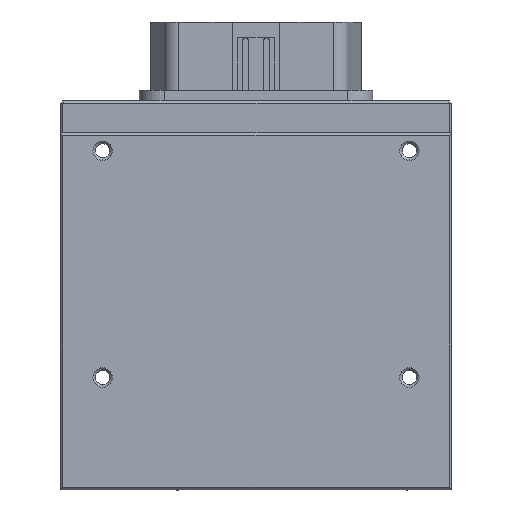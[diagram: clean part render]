
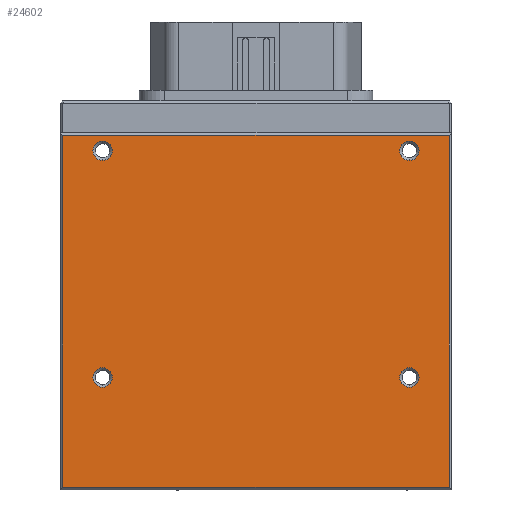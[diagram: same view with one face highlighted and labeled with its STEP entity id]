
A CAD part, front view. The second image highlights one B-rep face of the part: STEP entity #24602.
In plain terms, the highlighted planar face has unit normal (0, -1, 0).
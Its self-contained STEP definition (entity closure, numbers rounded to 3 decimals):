
#335 = ORIENTED_EDGE ( 'NONE', *, *, #6588, .T. ) ;
#361 = PLANE ( 'NONE',  #22560 ) ;
#884 = CARTESIAN_POINT ( 'NONE',  ( -31.206, -11.06, -55.626 ) ) ;
#1025 = CIRCLE ( 'NONE', #40825, 1.85 ) ;
#1127 = CARTESIAN_POINT ( 'NONE',  ( -31.206, -11.06, -12.446 ) ) ;
#1279 = AXIS2_PLACEMENT_3D ( 'NONE', #40081, #15578, #36327 ) ;
#2422 = VERTEX_POINT ( 'NONE', #23063 ) ;
#2536 = EDGE_CURVE ( 'NONE', #21753, #51317, #46310, .T. ) ;
#2992 = DIRECTION ( 'NONE',  ( 0., 1., 0. ) ) ;
#3359 = DIRECTION ( 'NONE',  ( 0., 1., 0. ) ) ;
#3381 = EDGE_CURVE ( 'NONE', #4521, #35920, #21897, .T. ) ;
#4521 = VERTEX_POINT ( 'NONE', #17575 ) ;
#4918 = DIRECTION ( 'NONE',  ( 0., 1., 0. ) ) ;
#5838 = CARTESIAN_POINT ( 'NONE',  ( -31.206, -11.06, -12.446 ) ) ;
#6303 = VERTEX_POINT ( 'NONE', #34329 ) ;
#6588 = EDGE_CURVE ( 'NONE', #31534, #7420, #49327, .T. ) ;
#7033 = FACE_BOUND ( 'NONE', #22831, .T. ) ;
#7420 = VERTEX_POINT ( 'NONE', #11630 ) ;
#7460 = ORIENTED_EDGE ( 'NONE', *, *, #10282, .T. ) ;
#8072 = CIRCLE ( 'NONE', #1279, 1.85 ) ;
#8413 = ORIENTED_EDGE ( 'NONE', *, *, #13531, .T. ) ;
#8493 = VERTEX_POINT ( 'NONE', #20404 ) ;
#8751 = CARTESIAN_POINT ( 'NONE',  ( 34.804, -11.06, 0. ) ) ;
#9112 = DIRECTION ( 'NONE',  ( 0., 0., -1. ) ) ;
#9270 = CARTESIAN_POINT ( 'NONE',  ( 27.214, -11.06, -55.626 ) ) ;
#9559 = EDGE_CURVE ( 'NONE', #6303, #43118, #40685, .T. ) ;
#9908 = CIRCLE ( 'NONE', #19983, 1.85 ) ;
#10282 = EDGE_CURVE ( 'NONE', #43118, #2422, #18181, .T. ) ;
#10568 = EDGE_CURVE ( 'NONE', #7420, #31534, #9908, .T. ) ;
#10876 = EDGE_CURVE ( 'NONE', #2422, #29015, #50248, .T. ) ;
#11630 = CARTESIAN_POINT ( 'NONE',  ( 27.214, -11.06, -53.776 ) ) ;
#11891 = AXIS2_PLACEMENT_3D ( 'NONE', #51632, #2992, #39100 ) ;
#11940 = VERTEX_POINT ( 'NONE', #20265 ) ;
#13531 = EDGE_CURVE ( 'NONE', #35920, #4521, #22363, .T. ) ;
#13930 = DIRECTION ( 'NONE',  ( 0., 0., -1. ) ) ;
#14451 = ORIENTED_EDGE ( 'NONE', *, *, #10568, .T. ) ;
#15242 = FACE_BOUND ( 'NONE', #30535, .T. ) ;
#15578 = DIRECTION ( 'NONE',  ( 0., 1., 0. ) ) ;
#15699 = DIRECTION ( 'NONE',  ( 0., 0., -1. ) ) ;
#16131 = CARTESIAN_POINT ( 'NONE',  ( 0., -11.06, -9.536 ) ) ;
#16912 = AXIS2_PLACEMENT_3D ( 'NONE', #1127, #4918, #46019 ) ;
#17575 = CARTESIAN_POINT ( 'NONE',  ( -31.206, -11.06, -14.296 ) ) ;
#17658 = EDGE_LOOP ( 'NONE', ( #7460, #49166, #24630, #50583 ) ) ;
#18181 = LINE ( 'NONE', #28398, #47077 ) ;
#19983 = AXIS2_PLACEMENT_3D ( 'NONE', #48088, #23098, #27385 ) ;
#20265 = CARTESIAN_POINT ( 'NONE',  ( -31.206, -11.06, -53.776 ) ) ;
#20404 = CARTESIAN_POINT ( 'NONE',  ( -31.206, -11.06, -57.476 ) ) ;
#21072 = FACE_OUTER_BOUND ( 'NONE', #17658, .T. ) ;
#21753 = VERTEX_POINT ( 'NONE', #52203 ) ;
#21822 = DIRECTION ( 'NONE',  ( 0., 1., 0. ) ) ;
#21897 = CIRCLE ( 'NONE', #16912, 1.85 ) ;
#22363 = CIRCLE ( 'NONE', #40543, 1.85 ) ;
#22560 = AXIS2_PLACEMENT_3D ( 'NONE', #28995, #37537, #9112 ) ;
#22831 = EDGE_LOOP ( 'NONE', ( #335, #14451 ) ) ;
#23063 = CARTESIAN_POINT ( 'NONE',  ( 34.804, -11.06, -76.536 ) ) ;
#23098 = DIRECTION ( 'NONE',  ( 0., 1., 0. ) ) ;
#23282 = EDGE_CURVE ( 'NONE', #51317, #21753, #47644, .T. ) ;
#23574 = CARTESIAN_POINT ( 'NONE',  ( 34.804, -11.06, -9.536 ) ) ;
#24060 = CARTESIAN_POINT ( 'NONE',  ( -31.206, -11.06, -10.596 ) ) ;
#24602 = ADVANCED_FACE ( 'NONE', ( #21072, #33248, #35144, #15242, #7033 ), #361, .T. ) ;
#24630 = ORIENTED_EDGE ( 'NONE', *, *, #32295, .T. ) ;
#25540 = DIRECTION ( 'NONE',  ( 0., 0., -1. ) ) ;
#27385 = DIRECTION ( 'NONE',  ( 0., 0., -1. ) ) ;
#28094 = AXIS2_PLACEMENT_3D ( 'NONE', #9270, #29674, #25540 ) ;
#28398 = CARTESIAN_POINT ( 'NONE',  ( 0., -11.06, -76.536 ) ) ;
#28696 = EDGE_LOOP ( 'NONE', ( #45323, #45873 ) ) ;
#28995 = CARTESIAN_POINT ( 'NONE',  ( 0., -11.06, 0. ) ) ;
#29015 = VERTEX_POINT ( 'NONE', #23574 ) ;
#29674 = DIRECTION ( 'NONE',  ( 0., 1., 0. ) ) ;
#30367 = CARTESIAN_POINT ( 'NONE',  ( 27.214, -11.06, -57.476 ) ) ;
#30535 = EDGE_LOOP ( 'NONE', ( #38627, #37427 ) ) ;
#30868 = DIRECTION ( 'NONE',  ( 0., 1., 0. ) ) ;
#31229 = DIRECTION ( 'NONE',  ( 0., 0., -1. ) ) ;
#31534 = VERTEX_POINT ( 'NONE', #30367 ) ;
#32295 = EDGE_CURVE ( 'NONE', #29015, #6303, #48866, .T. ) ;
#32302 = VECTOR ( 'NONE', #37327, 1000. ) ;
#33248 = FACE_BOUND ( 'NONE', #28696, .T. ) ;
#34329 = CARTESIAN_POINT ( 'NONE',  ( -38.796, -11.06, -9.536 ) ) ;
#35144 = FACE_BOUND ( 'NONE', #50531, .T. ) ;
#35920 = VERTEX_POINT ( 'NONE', #24060 ) ;
#36327 = DIRECTION ( 'NONE',  ( 0., 0., -1. ) ) ;
#37327 = DIRECTION ( 'NONE',  ( 0., 0., 1. ) ) ;
#37427 = ORIENTED_EDGE ( 'NONE', *, *, #2536, .T. ) ;
#37537 = DIRECTION ( 'NONE',  ( 0., -1., 0. ) ) ;
#37796 = CARTESIAN_POINT ( 'NONE',  ( 27.214, -11.06, -14.296 ) ) ;
#38627 = ORIENTED_EDGE ( 'NONE', *, *, #23282, .T. ) ;
#39100 = DIRECTION ( 'NONE',  ( 0., 0., -1. ) ) ;
#39534 = EDGE_CURVE ( 'NONE', #11940, #8493, #8072, .T. ) ;
#40081 = CARTESIAN_POINT ( 'NONE',  ( -31.206, -11.06, -55.626 ) ) ;
#40190 = CARTESIAN_POINT ( 'NONE',  ( 27.214, -11.06, -12.446 ) ) ;
#40543 = AXIS2_PLACEMENT_3D ( 'NONE', #5838, #30868, #31229 ) ;
#40685 = LINE ( 'NONE', #44184, #46440 ) ;
#40825 = AXIS2_PLACEMENT_3D ( 'NONE', #884, #21822, #13930 ) ;
#42086 = ORIENTED_EDGE ( 'NONE', *, *, #3381, .T. ) ;
#42214 = AXIS2_PLACEMENT_3D ( 'NONE', #40190, #3359, #15699 ) ;
#42408 = CARTESIAN_POINT ( 'NONE',  ( -38.796, -11.06, -76.536 ) ) ;
#42615 = EDGE_CURVE ( 'NONE', #8493, #11940, #1025, .T. ) ;
#43115 = VECTOR ( 'NONE', #44579, 1000. ) ;
#43118 = VERTEX_POINT ( 'NONE', #42408 ) ;
#44184 = CARTESIAN_POINT ( 'NONE',  ( -38.796, -11.06, 0. ) ) ;
#44291 = DIRECTION ( 'NONE',  ( 1., 0., 0. ) ) ;
#44579 = DIRECTION ( 'NONE',  ( -1., 0., 0. ) ) ;
#45323 = ORIENTED_EDGE ( 'NONE', *, *, #42615, .T. ) ;
#45873 = ORIENTED_EDGE ( 'NONE', *, *, #39534, .T. ) ;
#46019 = DIRECTION ( 'NONE',  ( 0., 0., -1. ) ) ;
#46310 = CIRCLE ( 'NONE', #42214, 1.85 ) ;
#46440 = VECTOR ( 'NONE', #52404, 1000. ) ;
#47077 = VECTOR ( 'NONE', #44291, 1000. ) ;
#47644 = CIRCLE ( 'NONE', #11891, 1.85 ) ;
#48088 = CARTESIAN_POINT ( 'NONE',  ( 27.214, -11.06, -55.626 ) ) ;
#48866 = LINE ( 'NONE', #16131, #43115 ) ;
#49166 = ORIENTED_EDGE ( 'NONE', *, *, #10876, .T. ) ;
#49327 = CIRCLE ( 'NONE', #28094, 1.85 ) ;
#50248 = LINE ( 'NONE', #8751, #32302 ) ;
#50531 = EDGE_LOOP ( 'NONE', ( #42086, #8413 ) ) ;
#50583 = ORIENTED_EDGE ( 'NONE', *, *, #9559, .T. ) ;
#51317 = VERTEX_POINT ( 'NONE', #37796 ) ;
#51632 = CARTESIAN_POINT ( 'NONE',  ( 27.214, -11.06, -12.446 ) ) ;
#52203 = CARTESIAN_POINT ( 'NONE',  ( 27.214, -11.06, -10.596 ) ) ;
#52404 = DIRECTION ( 'NONE',  ( 0., 0., -1. ) ) ;
